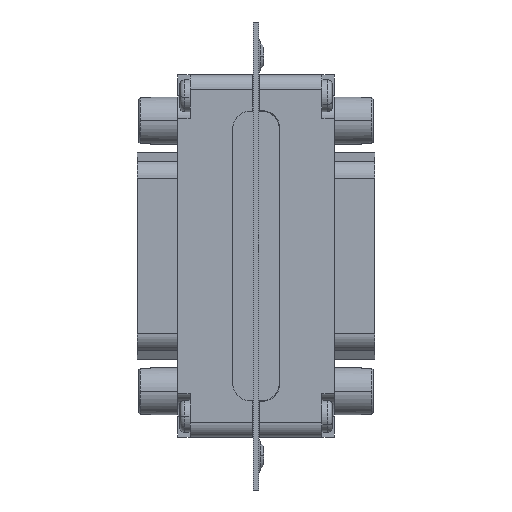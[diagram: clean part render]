
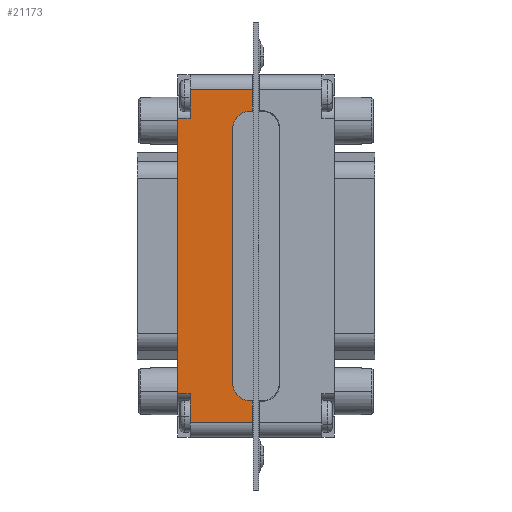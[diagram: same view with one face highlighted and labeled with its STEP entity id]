
A CAD part, left-side view. The second image highlights one B-rep face of the part: STEP entity #21173.
In plain terms, the highlighted face is planar.
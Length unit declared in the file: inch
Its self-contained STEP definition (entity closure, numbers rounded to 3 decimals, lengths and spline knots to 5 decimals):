
#1103 = VERTEX_POINT ( 'NONE', #4553 ) ;
#1104 = VERTEX_POINT ( 'NONE', #4552 ) ;
#1167 = VERTEX_POINT ( 'NONE', #4683 ) ;
#1169 = EDGE_CURVE ( 'NONE', #1104, #1103, #4682, .T. ) ;
#1231 = EDGE_CURVE ( 'NONE', #1232, #1167, #4813, .T. ) ;
#1232 = VERTEX_POINT ( 'NONE', #4809 ) ;
#1761 = VERTEX_POINT ( 'NONE', #6447 ) ;
#1763 = EDGE_CURVE ( 'NONE', #1761, #24684, #6445, .T. ) ;
#1770 = VERTEX_POINT ( 'NONE', #6517 ) ;
#1772 = EDGE_CURVE ( 'NONE', #1773, #1770, #6516, .T. ) ;
#1773 = VERTEX_POINT ( 'NONE', #6512 ) ;
#4552 = CARTESIAN_POINT ( 'NONE',  ( -1.15, 0.025, 0.455 ) ) ;
#4553 = CARTESIAN_POINT ( 'NONE',  ( -1., 0.025, 0.455 ) ) ;
#4679 = DIRECTION ( 'NONE',  ( 1., 0., 0. ) ) ;
#4680 = VECTOR ( 'NONE', #4679, 39.37008 ) ;
#4681 = CARTESIAN_POINT ( 'NONE',  ( -1.15, 0.025, 0.455 ) ) ;
#4682 = LINE ( 'NONE', #4681, #4680 ) ;
#4683 = CARTESIAN_POINT ( 'NONE',  ( 1.15, 0.025, 0.455 ) ) ;
#4809 = CARTESIAN_POINT ( 'NONE',  ( 1., 0.025, 0.455 ) ) ;
#4810 = DIRECTION ( 'NONE',  ( 1., 0., 0. ) ) ;
#4811 = VECTOR ( 'NONE', #4810, 39.37008 ) ;
#4812 = CARTESIAN_POINT ( 'NONE',  ( -1.15, 0.025, 0.455 ) ) ;
#4813 = LINE ( 'NONE', #4812, #4811 ) ;
#6442 = DIRECTION ( 'NONE',  ( 0., 1., 0. ) ) ;
#6443 = VECTOR ( 'NONE', #6442, 39.37008 ) ;
#6444 = CARTESIAN_POINT ( 'NONE',  ( -0.95, 0.455, 0.455 ) ) ;
#6445 = LINE ( 'NONE', #6444, #6443 ) ;
#6447 = CARTESIAN_POINT ( 'NONE',  ( -0.95, 0.455, 0.455 ) ) ;
#6512 = CARTESIAN_POINT ( 'NONE',  ( 0.95, 0.455, 0.455 ) ) ;
#6513 = DIRECTION ( 'NONE',  ( 0., 1., 0. ) ) ;
#6514 = VECTOR ( 'NONE', #6513, 39.37008 ) ;
#6515 = CARTESIAN_POINT ( 'NONE',  ( 0.95, 0.455, 0.455 ) ) ;
#6516 = LINE ( 'NONE', #6515, #6514 ) ;
#6517 = CARTESIAN_POINT ( 'NONE',  ( 0.95, 0.54, 0.455 ) ) ;
#10452 = DIRECTION ( 'NONE',  ( 1., 0., 0. ) ) ;
#10453 = VECTOR ( 'NONE', #10452, 39.37008 ) ;
#10454 = CARTESIAN_POINT ( 'NONE',  ( -1.15, 0.54, 0.455 ) ) ;
#10455 = LINE ( 'NONE', #10454, #10453 ) ;
#10508 = CARTESIAN_POINT ( 'NONE',  ( 1.15, 0.455, 0.455 ) ) ;
#10509 = DIRECTION ( 'NONE',  ( 1., 0., 0. ) ) ;
#10510 = VECTOR ( 'NONE', #10509, 39.37008 ) ;
#10511 = CARTESIAN_POINT ( 'NONE',  ( 0.95, 0.455, 0.455 ) ) ;
#10512 = LINE ( 'NONE', #10511, #10510 ) ;
#10708 = DIRECTION ( 'NONE',  ( 1., 0., 0. ) ) ;
#10709 = VECTOR ( 'NONE', #10708, 39.37008 ) ;
#10710 = CARTESIAN_POINT ( 'NONE',  ( -0.95, 0.455, 0.455 ) ) ;
#10711 = LINE ( 'NONE', #10710, #10709 ) ;
#10713 = CARTESIAN_POINT ( 'NONE',  ( -1.15, 0.455, 0.455 ) ) ;
#10730 = FACE_OUTER_BOUND ( 'NONE', #21174, .T. ) ;
#10731 = DIRECTION ( 'NONE',  ( 0., -1., 0. ) ) ;
#10732 = VECTOR ( 'NONE', #10731, 39.37008 ) ;
#10733 = CARTESIAN_POINT ( 'NONE',  ( -1.15, 0.54, 0.455 ) ) ;
#10734 = LINE ( 'NONE', #10733, #10732 ) ;
#10769 = DIRECTION ( 'NONE',  ( -1., 0., 0. ) ) ;
#10770 = DIRECTION ( 'NONE',  ( 0., 0., -1. ) ) ;
#10771 = CARTESIAN_POINT ( 'NONE',  ( -1.15, 0.54, 0.455 ) ) ;
#10772 = AXIS2_PLACEMENT_3D ( 'NONE', #10771, #10770, #10769 ) ;
#10773 = PLANE ( 'NONE',  #10772 ) ;
#10872 = DIRECTION ( 'NONE',  ( 0., -1., 0. ) ) ;
#10873 = VECTOR ( 'NONE', #10872, 39.37008 ) ;
#10874 = CARTESIAN_POINT ( 'NONE',  ( 1.15, 0.54, 0.455 ) ) ;
#10880 = LINE ( 'NONE', #10874, #10873 ) ;
#10888 = CARTESIAN_POINT ( 'NONE',  ( -1., 0.04, 0.455 ) ) ;
#10889 = DIRECTION ( 'NONE',  ( 0., -1., 0. ) ) ;
#10890 = VECTOR ( 'NONE', #10889, 39.37008 ) ;
#10891 = CARTESIAN_POINT ( 'NONE',  ( -1., -0.04, 0.455 ) ) ;
#10892 = LINE ( 'NONE', #10891, #10890 ) ;
#10928 = DIRECTION ( 'NONE',  ( -1., 0., 0. ) ) ;
#10929 = VECTOR ( 'NONE', #10928, 39.37008 ) ;
#10930 = CARTESIAN_POINT ( 'NONE',  ( -0.88, 0.16, 0.455 ) ) ;
#10931 = LINE ( 'NONE', #10930, #10929 ) ;
#10933 = CARTESIAN_POINT ( 'NONE',  ( -0.88, 0.16, 0.455 ) ) ;
#10934 = DIRECTION ( 'NONE',  ( 1., 0., 0. ) ) ;
#10935 = DIRECTION ( 'NONE',  ( 0., 0., 1. ) ) ;
#10936 = CARTESIAN_POINT ( 'NONE',  ( -0.88, 0.04, 0.455 ) ) ;
#10937 = AXIS2_PLACEMENT_3D ( 'NONE', #10936, #10935, #10934 ) ;
#10938 = CIRCLE ( 'NONE', #10937, 0.12 ) ;
#10957 = DIRECTION ( 'NONE',  ( 0., -1., 0. ) ) ;
#10958 = VECTOR ( 'NONE', #10957, 39.37008 ) ;
#10959 = CARTESIAN_POINT ( 'NONE',  ( 1., 0.54, 0.455 ) ) ;
#10960 = LINE ( 'NONE', #10959, #10958 ) ;
#10961 = CARTESIAN_POINT ( 'NONE',  ( 0.88, 0.16, 0.455 ) ) ;
#10962 = CARTESIAN_POINT ( 'NONE',  ( 1., 0.04, 0.455 ) ) ;
#10963 = DIRECTION ( 'NONE',  ( 1., 0., 0. ) ) ;
#10964 = DIRECTION ( 'NONE',  ( 0., 0., 1. ) ) ;
#10965 = CARTESIAN_POINT ( 'NONE',  ( 0.88, 0.04, 0.455 ) ) ;
#10966 = AXIS2_PLACEMENT_3D ( 'NONE', #10965, #10964, #10963 ) ;
#10967 = CIRCLE ( 'NONE', #10966, 0.12 ) ;
#20057 = CARTESIAN_POINT ( 'NONE',  ( -0.95, 0.54, 0.455 ) ) ;
#21064 = EDGE_CURVE ( 'NONE', #24684, #1770, #10455, .T. ) ;
#21096 = EDGE_CURVE ( 'NONE', #1773, #21097, #10512, .T. ) ;
#21097 = VERTEX_POINT ( 'NONE', #10508 ) ;
#21161 = VERTEX_POINT ( 'NONE', #10713 ) ;
#21163 = EDGE_CURVE ( 'NONE', #21161, #1761, #10711, .T. ) ;
#21171 = EDGE_CURVE ( 'NONE', #21161, #1104, #10734, .T. ) ;
#21173 = ADVANCED_FACE ( 'NONE', ( #10730 ), #10773, .F. ) ;
#21174 = EDGE_LOOP ( 'NONE', ( #21176, #21230, #21232, #21233, #21234, #21235, #21236, #21237, #21238, #21213, #21214, #21215, #21219, #21222 ) ) ;
#21176 = ORIENTED_EDGE ( 'NONE', *, *, #21227, .F. ) ;
#21205 = EDGE_CURVE ( 'NONE', #21097, #1167, #10880, .T. ) ;
#21213 = ORIENTED_EDGE ( 'NONE', *, *, #21171, .T. ) ;
#21214 = ORIENTED_EDGE ( 'NONE', *, *, #1169, .T. ) ;
#21215 = ORIENTED_EDGE ( 'NONE', *, *, #21216, .F. ) ;
#21216 = EDGE_CURVE ( 'NONE', #21217, #1103, #10892, .T. ) ;
#21217 = VERTEX_POINT ( 'NONE', #10888 ) ;
#21219 = ORIENTED_EDGE ( 'NONE', *, *, #21220, .F. ) ;
#21220 = EDGE_CURVE ( 'NONE', #21221, #21217, #10938, .T. ) ;
#21221 = VERTEX_POINT ( 'NONE', #10933 ) ;
#21222 = ORIENTED_EDGE ( 'NONE', *, *, #21223, .F. ) ;
#21223 = EDGE_CURVE ( 'NONE', #21229, #21221, #10931, .T. ) ;
#21227 = EDGE_CURVE ( 'NONE', #21228, #21229, #10967, .T. ) ;
#21228 = VERTEX_POINT ( 'NONE', #10962 ) ;
#21229 = VERTEX_POINT ( 'NONE', #10961 ) ;
#21230 = ORIENTED_EDGE ( 'NONE', *, *, #21231, .T. ) ;
#21231 = EDGE_CURVE ( 'NONE', #21228, #1232, #10960, .T. ) ;
#21232 = ORIENTED_EDGE ( 'NONE', *, *, #1231, .T. ) ;
#21233 = ORIENTED_EDGE ( 'NONE', *, *, #21205, .F. ) ;
#21234 = ORIENTED_EDGE ( 'NONE', *, *, #21096, .F. ) ;
#21235 = ORIENTED_EDGE ( 'NONE', *, *, #1772, .T. ) ;
#21236 = ORIENTED_EDGE ( 'NONE', *, *, #21064, .F. ) ;
#21237 = ORIENTED_EDGE ( 'NONE', *, *, #1763, .F. ) ;
#21238 = ORIENTED_EDGE ( 'NONE', *, *, #21163, .F. ) ;
#24684 = VERTEX_POINT ( 'NONE', #20057 ) ;
